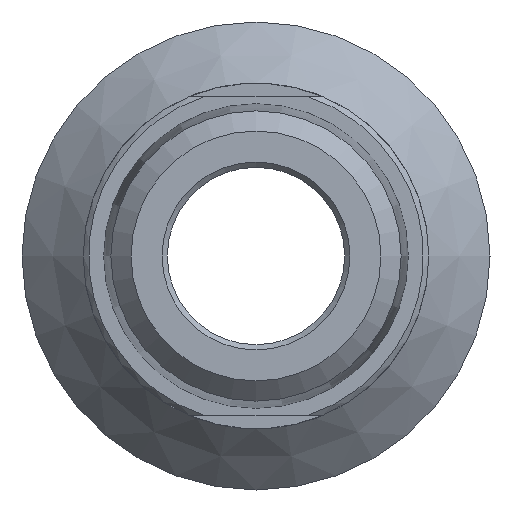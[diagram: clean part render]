
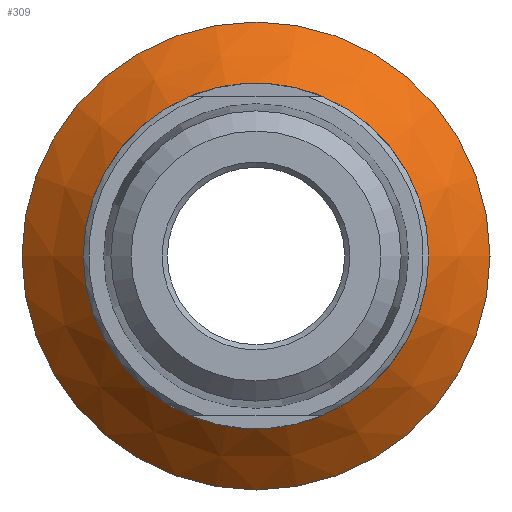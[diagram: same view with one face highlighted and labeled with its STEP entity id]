
A CAD part, left-side view. The second image highlights one B-rep face of the part: STEP entity #309.
In plain terms, the highlighted conical face has half-angle 45 degrees and reference radius 11.475 mm.
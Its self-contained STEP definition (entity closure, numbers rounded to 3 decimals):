
#25=CONICAL_SURFACE('',#369,11.475,0.785);
#50=FACE_OUTER_BOUND('',#71,.T.);
#71=EDGE_LOOP('',(#281,#282,#283,#284));
#88=LINE('',#566,#105);
#105=VECTOR('',#468,11.475);
#108=CIRCLE('',#337,9.75);
#127=CIRCLE('',#368,13.2);
#140=VERTEX_POINT('',#509);
#155=VERTEX_POINT('',#562);
#170=EDGE_CURVE('',#140,#140,#108,.T.);
#197=EDGE_CURVE('',#155,#155,#127,.T.);
#198=EDGE_CURVE('',#155,#140,#88,.T.);
#281=ORIENTED_EDGE('',*,*,#197,.F.);
#282=ORIENTED_EDGE('',*,*,#198,.T.);
#283=ORIENTED_EDGE('',*,*,#170,.T.);
#284=ORIENTED_EDGE('',*,*,#198,.F.);
#309=ADVANCED_FACE('',(#50),#25,.T.);
#337=AXIS2_PLACEMENT_3D('',#510,#394,#395);
#368=AXIS2_PLACEMENT_3D('',#564,#464,#465);
#369=AXIS2_PLACEMENT_3D('',#565,#466,#467);
#394=DIRECTION('center_axis',(1.,0.,0.));
#395=DIRECTION('ref_axis',(0.,0.,-1.));
#464=DIRECTION('center_axis',(1.,0.,0.));
#465=DIRECTION('ref_axis',(0.,0.,-1.));
#466=DIRECTION('center_axis',(1.,0.,0.));
#467=DIRECTION('ref_axis',(0.,1.,0.));
#468=DIRECTION('',(-0.707,0.707,0.));
#509=CARTESIAN_POINT('',(-10.,-9.75,0.));
#510=CARTESIAN_POINT('Origin',(-10.,0.,0.));
#562=CARTESIAN_POINT('',(-6.55,-13.2,0.));
#564=CARTESIAN_POINT('Origin',(-6.55,0.,0.));
#565=CARTESIAN_POINT('Origin',(-8.275,0.,0.));
#566=CARTESIAN_POINT('',(-8.275,-11.475,0.));
